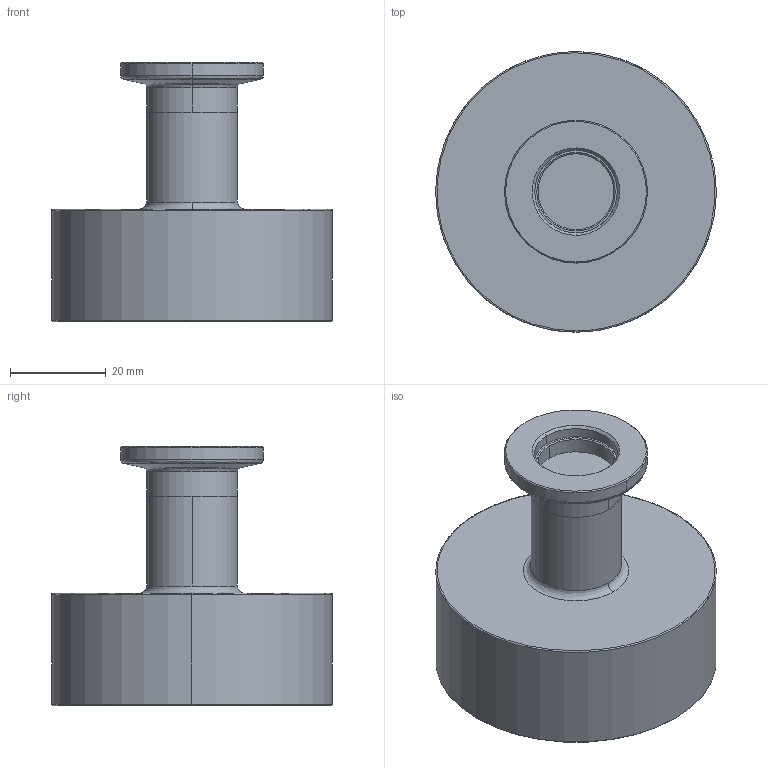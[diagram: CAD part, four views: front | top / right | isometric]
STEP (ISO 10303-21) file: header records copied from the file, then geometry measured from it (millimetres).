
FILE_DESCRIPTION (( 'STEP AP203' ), '1' );
FILE_NAME ('112731.stp', '2016-07-25T16:04:56', ( '' ), ( '' ), 'SwSTEP 2.0', 'SolidWorks 2012', '' );
FILE_SCHEMA (( 'CONFIG_CONTROL_DESIGN' ));
Length unit declared in the file: centimetre
Products named in the file (1): 112731
Bounding box: 58.72 x 58.72 x 54.23 mm (x, y, z)
Volume: 58149.3 mm3; surface area: 14082.6 mm2
Topology: 2 solids, 2 shells, 214 faces, 564 edges, 354 vertices
Faces by surface type: bspline 81, cylinder 63, plane 43, cone 27
Entity records: 11356 total; most frequent: CARTESIAN_POINT 6732, ORIENTED_EDGE 1116, DIRECTION 748, EDGE_CURVE 558, VERTEX_POINT 353, AXIS2_PLACEMENT_3D 317, B_SPLINE_CURVE_WITH_KNOTS 250, EDGE_LOOP 219
